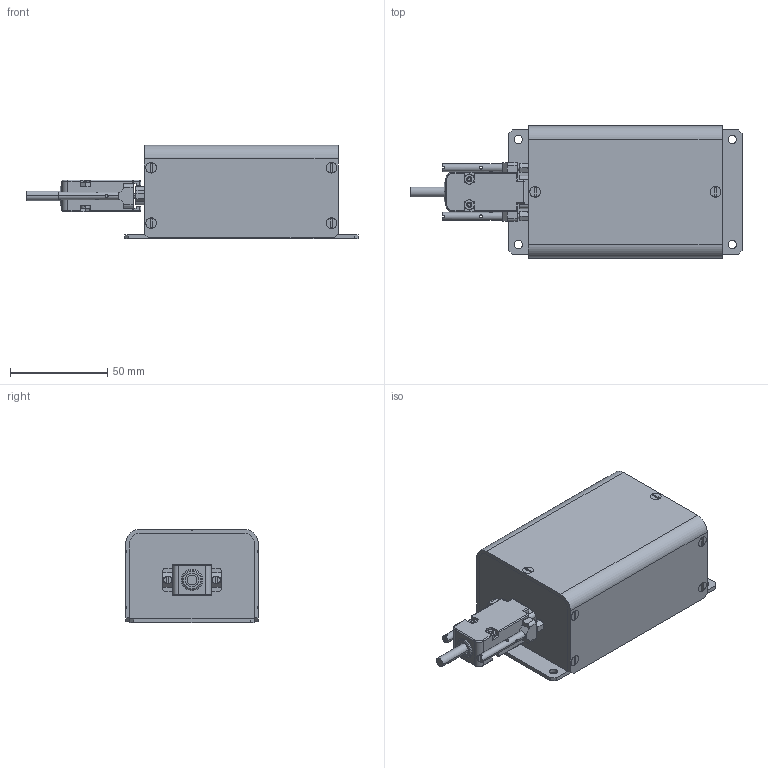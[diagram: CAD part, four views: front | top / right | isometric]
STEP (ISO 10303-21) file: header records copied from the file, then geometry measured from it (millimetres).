
FILE_DESCRIPTION((''),'2;1');
FILE_NAME('ULR_3d.stp','2013-11-26T11:11:16',(''),(''),'Mechanical Desktop 2010','Mechanical Desktop 2010',', , ');
FILE_SCHEMA(('CONFIG_CONTROL_DESIGN'));
Length unit declared in the file: millimetre
Products named in the file (1): Product
Bounding box: 170.7 x 68 x 48 mm (x, y, z)
Volume: 81609.7 mm3; surface area: 74499.2 mm2
Topology: 42 solids, 42 shells, 956 faces, 2323 edges, 1445 vertices
Faces by surface type: plane 278, cylinder 268, bspline 263, cone 120, sphere 17, torus 10
Entity records: 30661 total; most frequent: CARTESIAN_POINT 9144, ORIENTED_EDGE 4558, DIRECTION 4332, EDGE_CURVE 2279, AXIS2_PLACEMENT_3D 1599, VERTEX_POINT 1427, VECTOR 1134, LINE 1134
